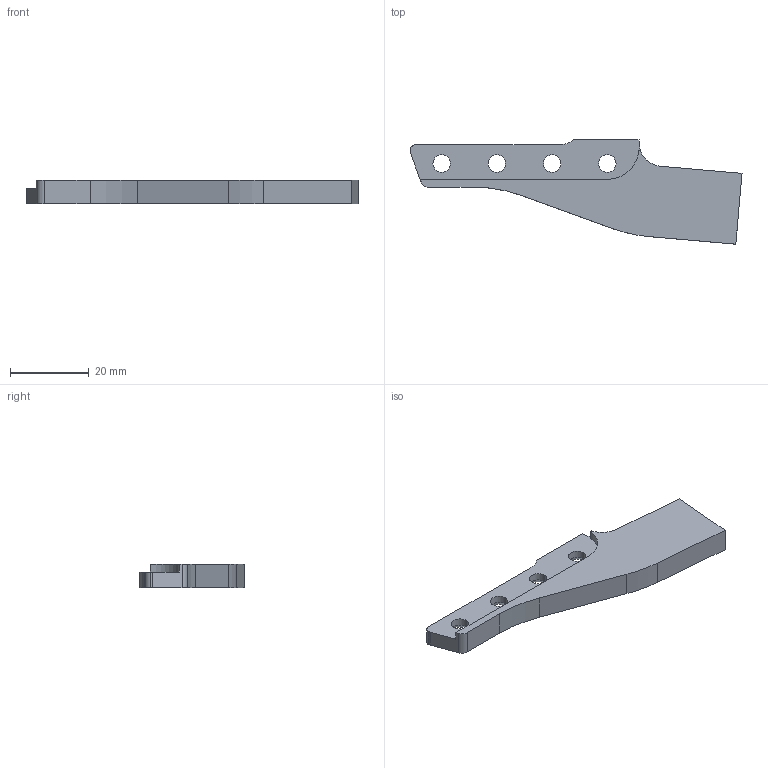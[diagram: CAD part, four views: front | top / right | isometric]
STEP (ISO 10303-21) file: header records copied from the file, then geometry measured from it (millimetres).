
FILE_DESCRIPTION (( 'STEP AP203' ), '1' );
FILE_NAME ('Dropout_bottom.STEP', '2023-08-13T10:14:00', ( '' ), ( '' ), 'SwSTEP 2.0', 'SolidWorks 2020', '' );
FILE_SCHEMA (( 'CONFIG_CONTROL_DESIGN' ));
Length unit declared in the file: millimetre
Products named in the file (1): Dropout_bottom
Bounding box: 84.09 x 26.43 x 6 mm (x, y, z)
Volume: 6527.2 mm3; surface area: 3872.3 mm2
Topology: 1 solids, 1 shells, 38 faces, 100 edges, 64 vertices
Faces by surface type: cylinder 17, plane 13, cone 8
Entity records: 1276 total; most frequent: DIRECTION 221, CARTESIAN_POINT 203, ORIENTED_EDGE 200, EDGE_CURVE 100, AXIS2_PLACEMENT_3D 82, VERTEX_POINT 64, LINE 57, VECTOR 57
